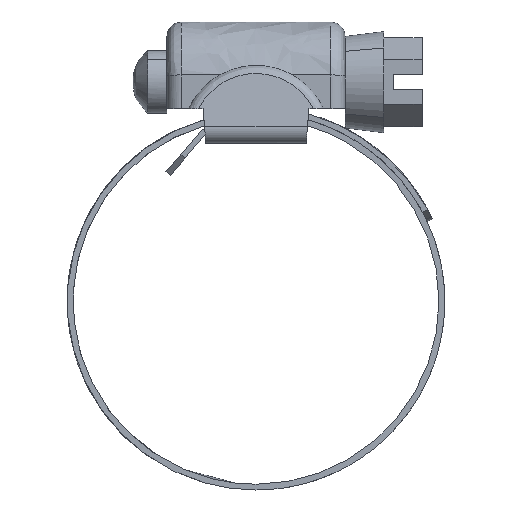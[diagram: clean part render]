
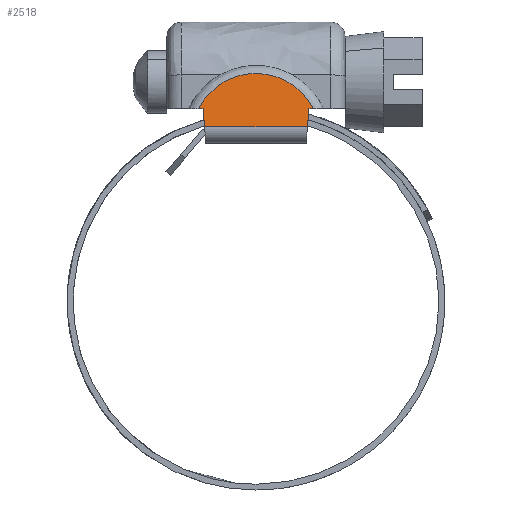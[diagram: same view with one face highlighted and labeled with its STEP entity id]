
A CAD part, front view. The second image highlights one B-rep face of the part: STEP entity #2518.
In plain terms, the highlighted free-form (B-spline) face has degree [1, 1] with [2, 2] control points.
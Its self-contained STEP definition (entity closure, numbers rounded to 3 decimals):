
#1445=CARTESIAN_POINT('',(-5.344,-7.786,11.202));
#1446=VERTEX_POINT('',#1445);
#1468=CARTESIAN_POINT('',(5.344,-7.786,11.202));
#1469=VERTEX_POINT('',#1468);
#1483=CARTESIAN_POINT('',(-5.344,-7.786,11.202));
#1484=CARTESIAN_POINT('',(5.344,-7.786,11.202));
#1485=QUASI_UNIFORM_CURVE('',1,(#1483,#1484),.UNSPECIFIED.,.F.,.U.);
#1486=EDGE_CURVE('',#1446,#1469,#1485,.T.);
#1678=CARTESIAN_POINT('',(-5.962,-7.502,13.077));
#1679=VERTEX_POINT('',#1678);
#1703=CARTESIAN_POINT('',(5.962,-7.502,13.077));
#1704=VERTEX_POINT('',#1703);
#1705=CARTESIAN_POINT('',(5.962,-7.502,13.077));
#1706=CARTESIAN_POINT('',(4.098,-6.948,16.727));
#1707=CARTESIAN_POINT('',(0.,-6.948,16.727));
#1708=CARTESIAN_POINT('',(-4.098,-6.948,16.727));
#1709=CARTESIAN_POINT('',(-5.962,-7.502,13.077));
#1717=(BOUNDED_CURVE()B_SPLINE_CURVE(2,(#1705,#1706,#1707,#1708,#1709),.UNSPECIFIED.,.F.,.U.)B_SPLINE_CURVE_WITH_KNOTS((3,2,3),(0.0,0.5,1.0),.UNSPECIFIED.)CURVE()GEOMETRIC_REPRESENTATION_ITEM()RATIONAL_B_SPLINE_CURVE((1.0,0.853,1.0,0.853,1.0))REPRESENTATION_ITEM(''));
#1718=EDGE_CURVE('',#1704,#1679,#1717,.T.);
#2485=CARTESIAN_POINT('',(-6.558,-6.906,17.003));
#2486=CARTESIAN_POINT('',(-6.558,-7.828,10.926));
#2487=CARTESIAN_POINT('',(6.558,-6.906,17.003));
#2488=CARTESIAN_POINT('',(6.558,-7.828,10.926));
#2489=B_SPLINE_SURFACE_WITH_KNOTS('',1,1,((#2485,#2487),(#2486,#2488)),.UNSPECIFIED.,.F.,.F.,.U.,(2,2),(2,2),(0.0,6.147),(0.0,13.116),.UNSPECIFIED.);
#2490=CARTESIAN_POINT('',(-5.5,-7.502,13.077));
#2491=VERTEX_POINT('',#2490);
#2492=CARTESIAN_POINT('',(-5.5,-7.502,13.077));
#2493=CARTESIAN_POINT('',(-5.344,-7.786,11.202));
#2494=QUASI_UNIFORM_CURVE('',1,(#2492,#2493),.UNSPECIFIED.,.F.,.U.);
#2495=EDGE_CURVE('',#2491,#1446,#2494,.T.);
#2496=ORIENTED_EDGE('',*,*,#2495,.T.);
#2497=ORIENTED_EDGE('',*,*,#1486,.T.);
#2498=CARTESIAN_POINT('',(5.5,-7.502,13.077));
#2499=VERTEX_POINT('',#2498);
#2500=CARTESIAN_POINT('',(5.344,-7.786,11.202));
#2501=CARTESIAN_POINT('',(5.5,-7.502,13.077));
#2502=QUASI_UNIFORM_CURVE('',1,(#2500,#2501),.UNSPECIFIED.,.F.,.U.);
#2503=EDGE_CURVE('',#1469,#2499,#2502,.T.);
#2504=ORIENTED_EDGE('',*,*,#2503,.T.);
#2505=CARTESIAN_POINT('',(5.5,-7.502,13.077));
#2506=CARTESIAN_POINT('',(5.962,-7.502,13.077));
#2507=QUASI_UNIFORM_CURVE('',1,(#2505,#2506),.UNSPECIFIED.,.F.,.U.);
#2508=EDGE_CURVE('',#2499,#1704,#2507,.T.);
#2509=ORIENTED_EDGE('',*,*,#2508,.T.);
#2510=ORIENTED_EDGE('',*,*,#1718,.T.);
#2511=CARTESIAN_POINT('',(-5.962,-7.502,13.077));
#2512=CARTESIAN_POINT('',(-5.5,-7.502,13.077));
#2513=QUASI_UNIFORM_CURVE('',1,(#2511,#2512),.UNSPECIFIED.,.F.,.U.);
#2514=EDGE_CURVE('',#1679,#2491,#2513,.T.);
#2515=ORIENTED_EDGE('',*,*,#2514,.T.);
#2516=EDGE_LOOP('',(#2496,#2497,#2504,#2509,#2510,#2515));
#2517=FACE_OUTER_BOUND('',#2516,.T.);
#2518=ADVANCED_FACE('',(#2517),#2489,.T.);
